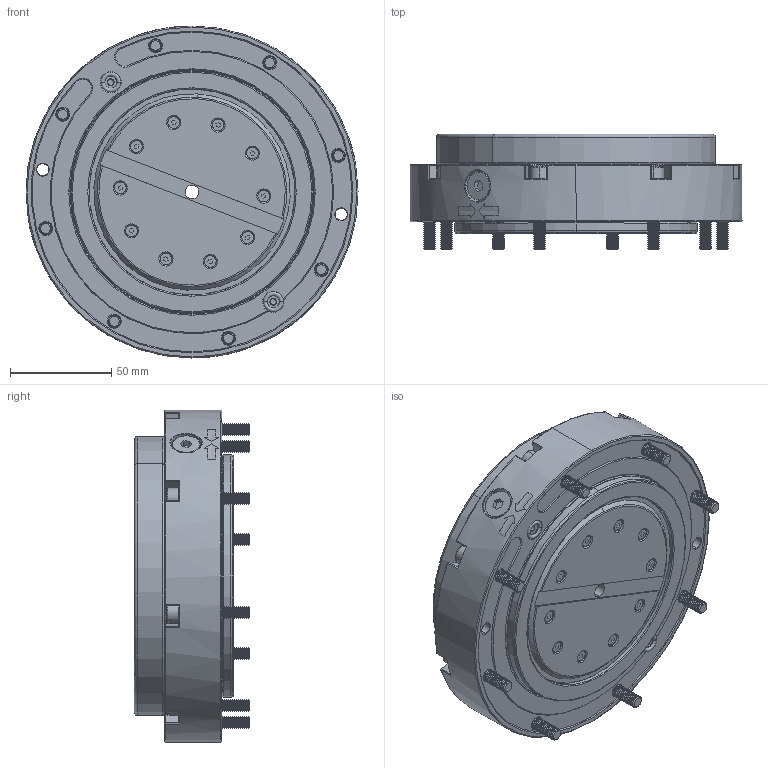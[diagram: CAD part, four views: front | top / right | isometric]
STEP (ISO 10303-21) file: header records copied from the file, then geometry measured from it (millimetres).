
FILE_DESCRIPTION (( 'STEP AP214' ), '1' );
FILE_NAME ('LQFLS-20.STEP', '2020-08-05T06:51:43', ( 'Dell' ), ( 'Dell' ), 'SwSTEP 2.0', 'SolidWorks 2018', '' );
FILE_SCHEMA (( 'AUTOMOTIVE_DESIGN' ));
Length unit declared in the file: millimetre
Products named in the file (6): 祥凄詩黑芛DIN908; LQNC-20; 4X2-NBR70-O型圈; LQFLS-20; socket head cap screw_din_DIN 912 M6 x 35 --- 35S; 楊擘攫-K20
Assembly tree (14 placements, depth 2):
  LQFLS-20
    楊擘攫-K20
    LQNC-20
    祥凄詩黑芛DIN908  x2
    4X2-NBR70-O型圈  x2
    socket head cap screw_din_DIN 912 M6 x 35 --- 35S  x8
Bounding box: 164 x 57 x 164 mm (x, y, z)
Volume: 798249.8 mm3; surface area: 164761.5 mm2
Topology: 29 solids, 40 shells, 2905 faces, 7251 edges, 4394 vertices
Faces by surface type: cone 1353, cylinder 828, plane 504, torus 154, bspline 34, sphere 32
Entity records: 44815 total; most frequent: CARTESIAN_POINT 12982, DIRECTION 7015, ORIENTED_EDGE 6146, EDGE_CURVE 3073, AXIS2_PLACEMENT_3D 2834, VERTEX_POINT 1871, CIRCLE 1509, EDGE_LOOP 1504
